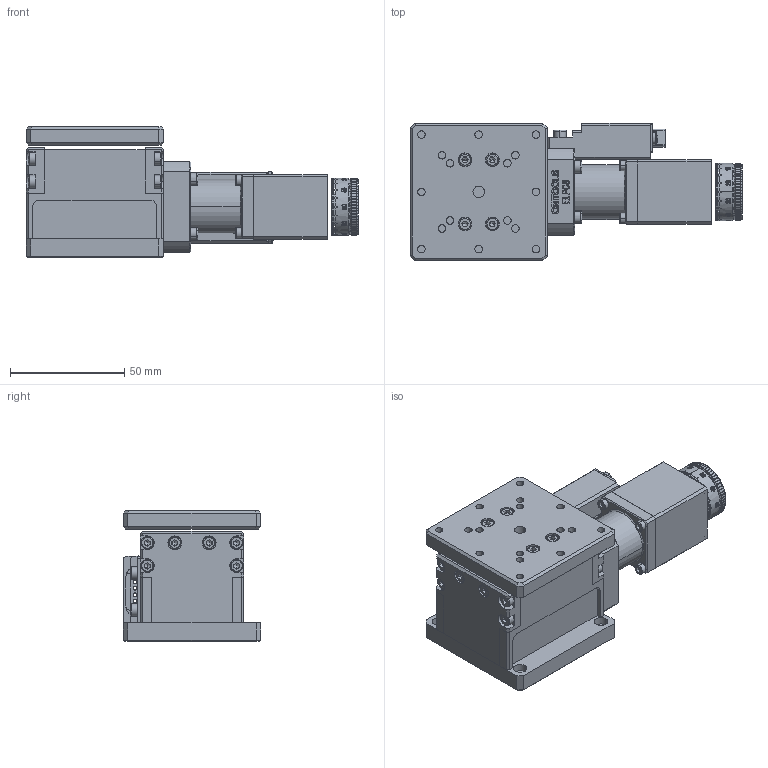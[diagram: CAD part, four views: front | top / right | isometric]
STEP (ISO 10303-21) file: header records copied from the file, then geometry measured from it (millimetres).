
FILE_DESCRIPTION (( 'STEP AP203' ), '1' );
FILE_NAME ('ELPC8-00.STEP', '2020-12-03T06:14:09', ( 'User' ), ( 'China' ), 'SwSTEP 2.0', 'SolidWorks 2018', '' );
FILE_SCHEMA (( 'CONFIG_CONTROL_DESIGN' ));
Length unit declared in the file: millimetre
Products named in the file (1): ELPC8-00
Bounding box: 145 x 60 x 57 mm (x, y, z)
Surface area: 52830 mm2 (no closed solid volume)
Topology: 0 solids, 51 shells, 1383 faces, 5132 edges, 3576 vertices
Faces by surface type: plane 845, cylinder 322, bspline 87, cone 73, torus 52, sphere 4
Entity records: 62094 total; most frequent: CARTESIAN_POINT 20204, DIRECTION 8289, ORIENTED_EDGE 8115, EDGE_CURVE 5086, VERTEX_POINT 3576, VECTOR 2991, LINE 2991, AXIS2_PLACEMENT_3D 2649
